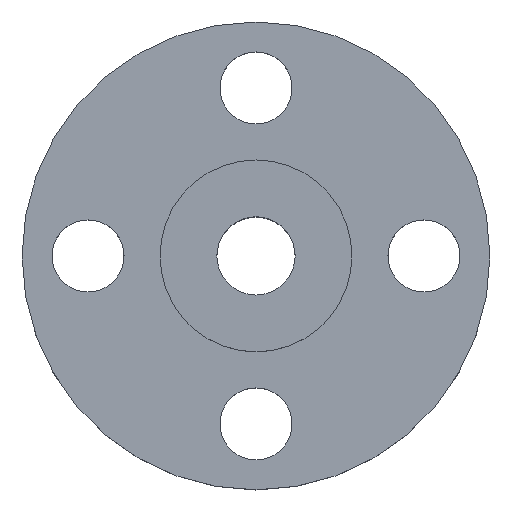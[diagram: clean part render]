
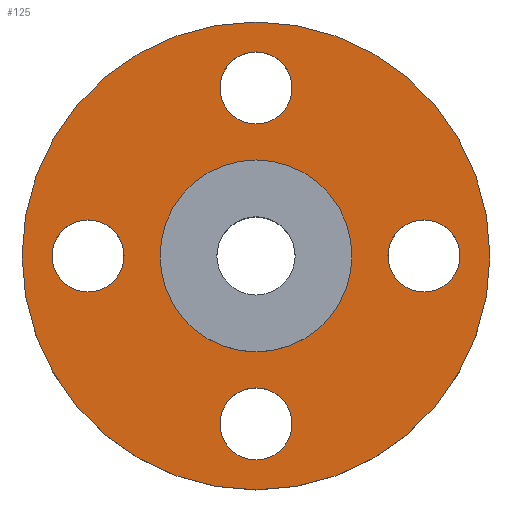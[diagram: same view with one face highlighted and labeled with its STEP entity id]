
A CAD part, top view. The second image highlights one B-rep face of the part: STEP entity #125.
In plain terms, the highlighted planar face has unit normal (0, 0, 1).
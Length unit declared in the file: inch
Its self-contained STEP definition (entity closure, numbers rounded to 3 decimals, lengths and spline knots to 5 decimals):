
#19 = CIRCLE ( 'NONE', #617, 0.375 ) ;
#24 = DIRECTION ( 'NONE',  ( 0., 0., 1. ) ) ;
#71 = EDGE_LOOP ( 'NONE', ( #470, #827 ) ) ;
#74 = CARTESIAN_POINT ( 'NONE',  ( 1.75, 0., -0.25 ) ) ;
#76 = EDGE_CURVE ( 'NONE', #381, #162, #586, .T. ) ;
#83 = CARTESIAN_POINT ( 'NONE',  ( -1., 0., -0.25 ) ) ;
#92 = CARTESIAN_POINT ( 'NONE',  ( -2.125, 0., -0.25 ) ) ;
#93 = DIRECTION ( 'NONE',  ( 0., 0., 1. ) ) ;
#98 = VERTEX_POINT ( 'NONE', #516 ) ;
#105 = AXIS2_PLACEMENT_3D ( 'NONE', #189, #265, #389 ) ;
#112 = CARTESIAN_POINT ( 'NONE',  ( -1.375, 0., -0.25 ) ) ;
#115 = AXIS2_PLACEMENT_3D ( 'NONE', #605, #753, #407 ) ;
#118 = FACE_BOUND ( 'NONE', #169, .T. ) ;
#119 = ORIENTED_EDGE ( 'NONE', *, *, #319, .F. ) ;
#120 = CARTESIAN_POINT ( 'NONE',  ( -2.4375, 0., -0.25 ) ) ;
#125 = ADVANCED_FACE ( 'NONE', ( #118, #387, #789, #324, #184, #444 ), #704, .F. ) ;
#130 = CIRCLE ( 'NONE', #287, 0.375 ) ;
#131 = CIRCLE ( 'NONE', #468, 0.375 ) ;
#132 = CIRCLE ( 'NONE', #105, 2.4375 ) ;
#138 = VERTEX_POINT ( 'NONE', #112 ) ;
#150 = AXIS2_PLACEMENT_3D ( 'NONE', #689, #93, #423 ) ;
#162 = VERTEX_POINT ( 'NONE', #652 ) ;
#169 = EDGE_LOOP ( 'NONE', ( #352, #119 ) ) ;
#176 = CIRCLE ( 'NONE', #115, 0.375 ) ;
#180 = DIRECTION ( 'NONE',  ( 0., 0., 1. ) ) ;
#184 = FACE_BOUND ( 'NONE', #71, .T. ) ;
#186 = CARTESIAN_POINT ( 'NONE',  ( 0.375, 1.75, -0.25 ) ) ;
#189 = CARTESIAN_POINT ( 'NONE',  ( 0., 0., -0.25 ) ) ;
#192 = DIRECTION ( 'NONE',  ( 0., 0., 1. ) ) ;
#198 = DIRECTION ( 'NONE',  ( -1., 0., 0. ) ) ;
#207 = ORIENTED_EDGE ( 'NONE', *, *, #487, .F. ) ;
#208 = EDGE_CURVE ( 'NONE', #672, #613, #19, .T. ) ;
#213 = AXIS2_PLACEMENT_3D ( 'NONE', #715, #180, #460 ) ;
#220 = DIRECTION ( 'NONE',  ( -1., 0., 0. ) ) ;
#227 = ORIENTED_EDGE ( 'NONE', *, *, #821, .T. ) ;
#229 = ORIENTED_EDGE ( 'NONE', *, *, #208, .F. ) ;
#243 = AXIS2_PLACEMENT_3D ( 'NONE', #686, #767, #562 ) ;
#260 = CIRCLE ( 'NONE', #817, 1. ) ;
#265 = DIRECTION ( 'NONE',  ( 0., 0., 1. ) ) ;
#273 = EDGE_LOOP ( 'NONE', ( #748, #388 ) ) ;
#280 = CARTESIAN_POINT ( 'NONE',  ( -0.375, 1.75, -0.25 ) ) ;
#285 = VERTEX_POINT ( 'NONE', #280 ) ;
#287 = AXIS2_PLACEMENT_3D ( 'NONE', #74, #610, #220 ) ;
#290 = CARTESIAN_POINT ( 'NONE',  ( -1.75, 0., -0.25 ) ) ;
#296 = VERTEX_POINT ( 'NONE', #83 ) ;
#304 = CARTESIAN_POINT ( 'NONE',  ( 0., 1.75, -0.25 ) ) ;
#315 = CARTESIAN_POINT ( 'NONE',  ( 0., -1.75, -0.25 ) ) ;
#319 = EDGE_CURVE ( 'NONE', #285, #445, #176, .T. ) ;
#321 = ORIENTED_EDGE ( 'NONE', *, *, #813, .F. ) ;
#324 = FACE_BOUND ( 'NONE', #491, .T. ) ;
#341 = EDGE_LOOP ( 'NONE', ( #229, #207 ) ) ;
#346 = ORIENTED_EDGE ( 'NONE', *, *, #752, .F. ) ;
#349 = EDGE_CURVE ( 'NONE', #162, #381, #130, .T. ) ;
#351 = CARTESIAN_POINT ( 'NONE',  ( 2.125, 0., -0.25 ) ) ;
#352 = ORIENTED_EDGE ( 'NONE', *, *, #616, .F. ) ;
#369 = CARTESIAN_POINT ( 'NONE',  ( -0.375, -1.75, -0.25 ) ) ;
#371 = AXIS2_PLACEMENT_3D ( 'NONE', #853, #648, #198 ) ;
#381 = VERTEX_POINT ( 'NONE', #351 ) ;
#386 = EDGE_CURVE ( 'NONE', #296, #834, #522, .T. ) ;
#387 = FACE_BOUND ( 'NONE', #273, .T. ) ;
#388 = ORIENTED_EDGE ( 'NONE', *, *, #349, .F. ) ;
#389 = DIRECTION ( 'NONE',  ( 1., 0., 0. ) ) ;
#393 = CARTESIAN_POINT ( 'NONE',  ( 1., 0., -0.25 ) ) ;
#407 = DIRECTION ( 'NONE',  ( 0., -1., 0. ) ) ;
#423 = DIRECTION ( 'NONE',  ( 1., 0., 0. ) ) ;
#443 = DIRECTION ( 'NONE',  ( 0., 1., 0. ) ) ;
#444 = FACE_OUTER_BOUND ( 'NONE', #547, .T. ) ;
#445 = VERTEX_POINT ( 'NONE', #186 ) ;
#453 = AXIS2_PLACEMENT_3D ( 'NONE', #711, #590, #841 ) ;
#460 = DIRECTION ( 'NONE',  ( -1., 0., 0. ) ) ;
#468 = AXIS2_PLACEMENT_3D ( 'NONE', #639, #24, #443 ) ;
#469 = DIRECTION ( 'NONE',  ( 0., 1., 0. ) ) ;
#470 = ORIENTED_EDGE ( 'NONE', *, *, #570, .F. ) ;
#483 = DIRECTION ( 'NONE',  ( 0., 0., 1. ) ) ;
#487 = EDGE_CURVE ( 'NONE', #613, #672, #131, .T. ) ;
#491 = EDGE_LOOP ( 'NONE', ( #346, #321 ) ) ;
#516 = CARTESIAN_POINT ( 'NONE',  ( 2.4375, 0., -0.25 ) ) ;
#522 = CIRCLE ( 'NONE', #150, 1. ) ;
#547 = EDGE_LOOP ( 'NONE', ( #227, #661 ) ) ;
#552 = VERTEX_POINT ( 'NONE', #120 ) ;
#557 = DIRECTION ( 'NONE',  ( 0., 0., 1. ) ) ;
#562 = DIRECTION ( 'NONE',  ( 1., 0., 0. ) ) ;
#567 = CIRCLE ( 'NONE', #618, 0.375 ) ;
#570 = EDGE_CURVE ( 'NONE', #834, #296, #260, .T. ) ;
#571 = DIRECTION ( 'NONE',  ( 0., -1., 0. ) ) ;
#586 = CIRCLE ( 'NONE', #213, 0.375 ) ;
#590 = DIRECTION ( 'NONE',  ( 0., 0., 1. ) ) ;
#598 = DIRECTION ( 'NONE',  ( 1., 0., 0. ) ) ;
#605 = CARTESIAN_POINT ( 'NONE',  ( 0., 1.75, -0.25 ) ) ;
#610 = DIRECTION ( 'NONE',  ( 0., 0., 1. ) ) ;
#613 = VERTEX_POINT ( 'NONE', #369 ) ;
#616 = EDGE_CURVE ( 'NONE', #445, #285, #797, .T. ) ;
#617 = AXIS2_PLACEMENT_3D ( 'NONE', #315, #483, #469 ) ;
#618 = AXIS2_PLACEMENT_3D ( 'NONE', #290, #557, #820 ) ;
#639 = CARTESIAN_POINT ( 'NONE',  ( 0., -1.75, -0.25 ) ) ;
#641 = CIRCLE ( 'NONE', #243, 2.4375 ) ;
#648 = DIRECTION ( 'NONE',  ( 0., 0., -1. ) ) ;
#652 = CARTESIAN_POINT ( 'NONE',  ( 1.375, 0., -0.25 ) ) ;
#661 = ORIENTED_EDGE ( 'NONE', *, *, #663, .T. ) ;
#663 = EDGE_CURVE ( 'NONE', #552, #98, #641, .T. ) ;
#672 = VERTEX_POINT ( 'NONE', #683 ) ;
#683 = CARTESIAN_POINT ( 'NONE',  ( 0.375, -1.75, -0.25 ) ) ;
#686 = CARTESIAN_POINT ( 'NONE',  ( 0., 0., -0.25 ) ) ;
#688 = AXIS2_PLACEMENT_3D ( 'NONE', #304, #829, #571 ) ;
#689 = CARTESIAN_POINT ( 'NONE',  ( 0., 0., -0.25 ) ) ;
#690 = VERTEX_POINT ( 'NONE', #92 ) ;
#704 = PLANE ( 'NONE',  #371 ) ;
#711 = CARTESIAN_POINT ( 'NONE',  ( -1.75, 0., -0.25 ) ) ;
#715 = CARTESIAN_POINT ( 'NONE',  ( 1.75, 0., -0.25 ) ) ;
#748 = ORIENTED_EDGE ( 'NONE', *, *, #76, .F. ) ;
#752 = EDGE_CURVE ( 'NONE', #138, #690, #567, .T. ) ;
#753 = DIRECTION ( 'NONE',  ( 0., 0., 1. ) ) ;
#763 = CIRCLE ( 'NONE', #453, 0.375 ) ;
#767 = DIRECTION ( 'NONE',  ( 0., 0., 1. ) ) ;
#785 = CARTESIAN_POINT ( 'NONE',  ( 0., 0., -0.25 ) ) ;
#789 = FACE_BOUND ( 'NONE', #341, .T. ) ;
#797 = CIRCLE ( 'NONE', #688, 0.375 ) ;
#813 = EDGE_CURVE ( 'NONE', #690, #138, #763, .T. ) ;
#817 = AXIS2_PLACEMENT_3D ( 'NONE', #785, #192, #598 ) ;
#820 = DIRECTION ( 'NONE',  ( 1., 0., 0. ) ) ;
#821 = EDGE_CURVE ( 'NONE', #98, #552, #132, .T. ) ;
#827 = ORIENTED_EDGE ( 'NONE', *, *, #386, .F. ) ;
#829 = DIRECTION ( 'NONE',  ( 0., 0., 1. ) ) ;
#834 = VERTEX_POINT ( 'NONE', #393 ) ;
#841 = DIRECTION ( 'NONE',  ( 1., 0., 0. ) ) ;
#853 = CARTESIAN_POINT ( 'NONE',  ( 0., 1., -0.25 ) ) ;
